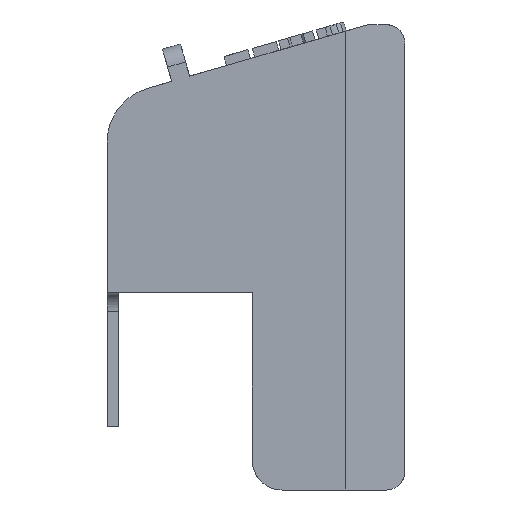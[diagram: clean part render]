
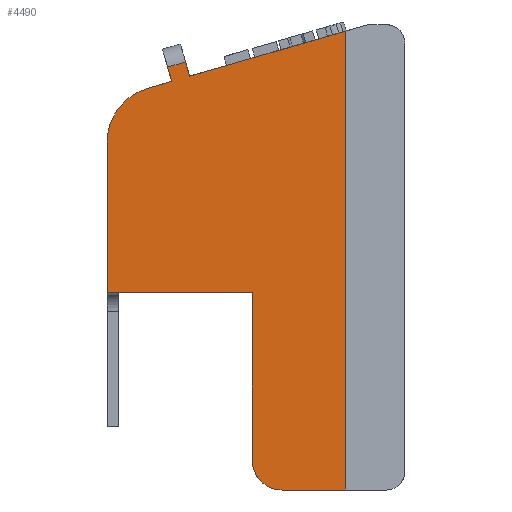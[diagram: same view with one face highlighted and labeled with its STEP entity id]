
A CAD part, front view. The second image highlights one B-rep face of the part: STEP entity #4490.
In plain terms, the highlighted planar face has unit normal (0, -1, 0).
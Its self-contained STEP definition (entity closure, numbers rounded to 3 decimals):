
#315=CIRCLE('',#4831,15.);
#316=CIRCLE('',#4832,8.);
#691=FACE_OUTER_BOUND('',#928,.T.);
#928=EDGE_LOOP('',(#3695,#3696,#3697,#3698,#3699,#3700,#3701,#3702,#3703,
#3704,#3705,#3706));
#1215=LINE('',#6741,#1641);
#1223=LINE('',#6764,#1649);
#1273=LINE('',#6897,#1699);
#1300=LINE('',#6957,#1726);
#1340=LINE('',#7136,#1766);
#1344=LINE('',#7148,#1770);
#1345=LINE('',#7150,#1771);
#1346=LINE('',#7151,#1772);
#1347=LINE('',#7154,#1773);
#1348=LINE('',#7156,#1774);
#1641=VECTOR('',#5329,10.);
#1649=VECTOR('',#5345,10.);
#1699=VECTOR('',#5485,10.);
#1726=VECTOR('',#5526,10.);
#1766=VECTOR('',#5722,10.);
#1770=VECTOR('',#5732,10.);
#1771=VECTOR('',#5733,10.);
#1772=VECTOR('',#5734,10.);
#1773=VECTOR('',#5737,10.);
#1774=VECTOR('',#5738,10.);
#2084=VERTEX_POINT('',#6731);
#2088=VERTEX_POINT('',#6738);
#2089=VERTEX_POINT('',#6740);
#2100=VERTEX_POINT('',#6762);
#2138=VERTEX_POINT('',#6896);
#2164=VERTEX_POINT('',#6956);
#2224=VERTEX_POINT('',#7133);
#2225=VERTEX_POINT('',#7135);
#2230=VERTEX_POINT('',#7147);
#2231=VERTEX_POINT('',#7149);
#2232=VERTEX_POINT('',#7153);
#2233=VERTEX_POINT('',#7155);
#2575=EDGE_CURVE('',#2088,#2089,#1215,.T.);
#2587=EDGE_CURVE('',#2100,#2084,#1223,.T.);
#2652=EDGE_CURVE('',#2138,#2084,#1273,.T.);
#2682=EDGE_CURVE('',#2138,#2164,#1300,.T.);
#2771=EDGE_CURVE('',#2224,#2225,#1340,.T.);
#2777=EDGE_CURVE('',#2100,#2230,#1344,.T.);
#2778=EDGE_CURVE('',#2231,#2230,#1345,.T.);
#2779=EDGE_CURVE('',#2089,#2231,#1346,.T.);
#2780=EDGE_CURVE('',#2225,#2088,#315,.T.);
#2781=EDGE_CURVE('',#2224,#2232,#1347,.T.);
#2782=EDGE_CURVE('',#2232,#2233,#1348,.T.);
#2783=EDGE_CURVE('',#2233,#2164,#316,.T.);
#3695=ORIENTED_EDGE('',*,*,#2652,.T.);
#3696=ORIENTED_EDGE('',*,*,#2587,.F.);
#3697=ORIENTED_EDGE('',*,*,#2777,.T.);
#3698=ORIENTED_EDGE('',*,*,#2778,.F.);
#3699=ORIENTED_EDGE('',*,*,#2779,.F.);
#3700=ORIENTED_EDGE('',*,*,#2575,.F.);
#3701=ORIENTED_EDGE('',*,*,#2780,.F.);
#3702=ORIENTED_EDGE('',*,*,#2771,.F.);
#3703=ORIENTED_EDGE('',*,*,#2781,.T.);
#3704=ORIENTED_EDGE('',*,*,#2782,.T.);
#3705=ORIENTED_EDGE('',*,*,#2783,.T.);
#3706=ORIENTED_EDGE('',*,*,#2682,.F.);
#4309=PLANE('',#4830);
#4490=ADVANCED_FACE('',(#691),#4309,.F.);
#4830=AXIS2_PLACEMENT_3D('',#7146,#5730,#5731);
#4831=AXIS2_PLACEMENT_3D('',#7152,#5735,#5736);
#4832=AXIS2_PLACEMENT_3D('',#7157,#5739,#5740);
#5329=DIRECTION('',(0.961,0.,0.278));
#5345=DIRECTION('',(0.961,0.,0.278));
#5485=DIRECTION('',(0.,0.,1.));
#5526=DIRECTION('',(-1.,0.,0.));
#5722=DIRECTION('',(0.,0.,1.));
#5730=DIRECTION('center_axis',(0.,1.,0.));
#5731=DIRECTION('ref_axis',(0.,0.,1.));
#5732=DIRECTION('',(-0.278,0.,0.961));
#5733=DIRECTION('',(0.961,0.,0.278));
#5734=DIRECTION('',(-0.278,0.,0.961));
#5735=DIRECTION('center_axis',(0.,1.,0.));
#5736=DIRECTION('ref_axis',(-1.,0.,0.));
#5737=DIRECTION('',(1.,0.,0.));
#5738=DIRECTION('',(0.,0.,-1.));
#5739=DIRECTION('center_axis',(0.,-1.,0.));
#5740=DIRECTION('ref_axis',(0.,0.,1.));
#6731=CARTESIAN_POINT('',(-27.221,0.,24.537));
#6738=CARTESIAN_POINT('',(-80.389,0.,9.158));
#6740=CARTESIAN_POINT('',(-73.849,0.,11.05));
#6741=CARTESIAN_POINT('',(-80.389,0.,9.158));
#6762=CARTESIAN_POINT('',(-69.045,0.,12.439));
#6764=CARTESIAN_POINT('',(-80.389,0.,9.158));
#6896=CARTESIAN_POINT('',(-27.221,0.,-98.728));
#6897=CARTESIAN_POINT('',(-27.221,0.,-67.478));
#6956=CARTESIAN_POINT('',(-44.221,0.,-98.728));
#6957=CARTESIAN_POINT('',(-16.221,0.,-98.728));
#7133=CARTESIAN_POINT('',(-91.221,0.,-45.728));
#7135=CARTESIAN_POINT('',(-91.221,0.,-5.252));
#7136=CARTESIAN_POINT('',(-91.221,0.,-98.728));
#7146=CARTESIAN_POINT('Origin',(-51.221,0.,-36.228));
#7147=CARTESIAN_POINT('',(-70.157,0.,16.281));
#7148=CARTESIAN_POINT('',(-69.045,0.,12.439));
#7149=CARTESIAN_POINT('',(-74.96,0.,14.892));
#7150=CARTESIAN_POINT('',(-69.629,0.,16.434));
#7151=CARTESIAN_POINT('',(-73.849,0.,11.05));
#7152=CARTESIAN_POINT('Origin',(-76.221,0.,-5.252));
#7153=CARTESIAN_POINT('',(-52.221,0.,-45.728));
#7154=CARTESIAN_POINT('',(-51.721,0.,-45.728));
#7155=CARTESIAN_POINT('',(-52.221,0.,-90.728));
#7156=CARTESIAN_POINT('',(-52.221,0.,-63.478));
#7157=CARTESIAN_POINT('Origin',(-44.221,0.,-90.728));
